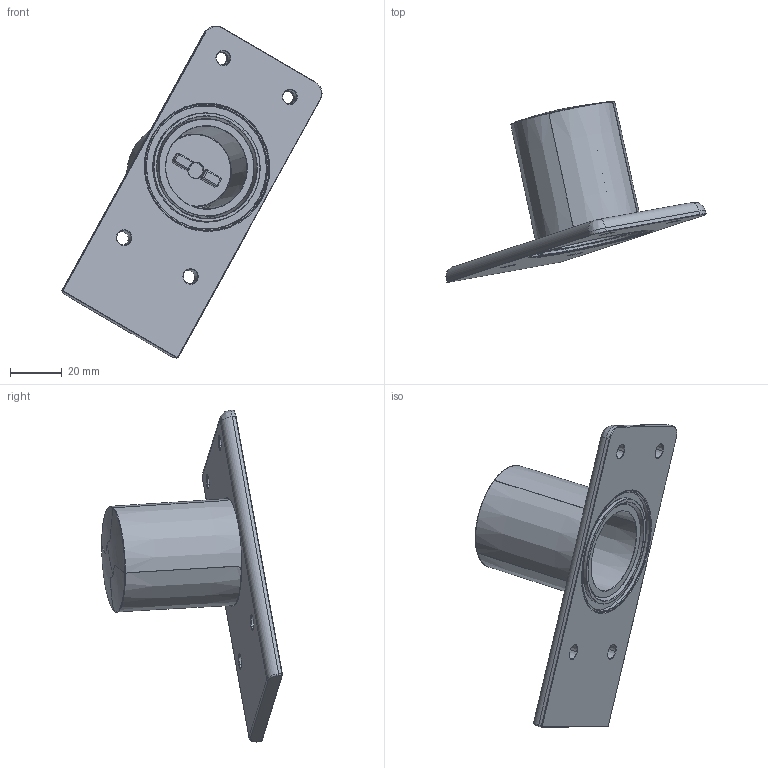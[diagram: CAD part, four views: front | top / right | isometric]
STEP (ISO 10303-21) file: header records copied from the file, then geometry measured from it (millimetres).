
FILE_DESCRIPTION((''),'2;1');
FILE_NAME('DM_CAD-2352_SW0001','2016-07-28T',('creinig-se'),(''),'PRO/ENGINEER BY PARAMETRIC TECHNOLOGY CORPORATION, 2015440','PRO/ENGINEER BY PARAMETRIC TECHNOLOGY CORPORATION, 2015440','');
FILE_SCHEMA(('CONFIG_CONTROL_DESIGN'));
Length unit declared in the file: millimetre
Products named in the file (1): DM_CAD-2352_SW0001
Bounding box: 100.08 x 69.54 x 127.78 mm (x, y, z)
Volume: 63360.4 mm3; surface area: 45842 mm2
Topology: 2 solids, 2 shells, 583 faces, 1651 edges, 1044 vertices
Faces by surface type: cylinder 185, plane 139, torus 128, bspline 51, sphere 46, cone 34
Entity records: 31392 total; most frequent: CARTESIAN_POINT 12421, ORIENTED_EDGE 3232, DIRECTION 3099, EDGE_CURVE 1616, AXIS2_PLACEMENT_3D 1305, VERTEX_POINT 1044, CIRCLE 773, EDGE_LOOP 604
